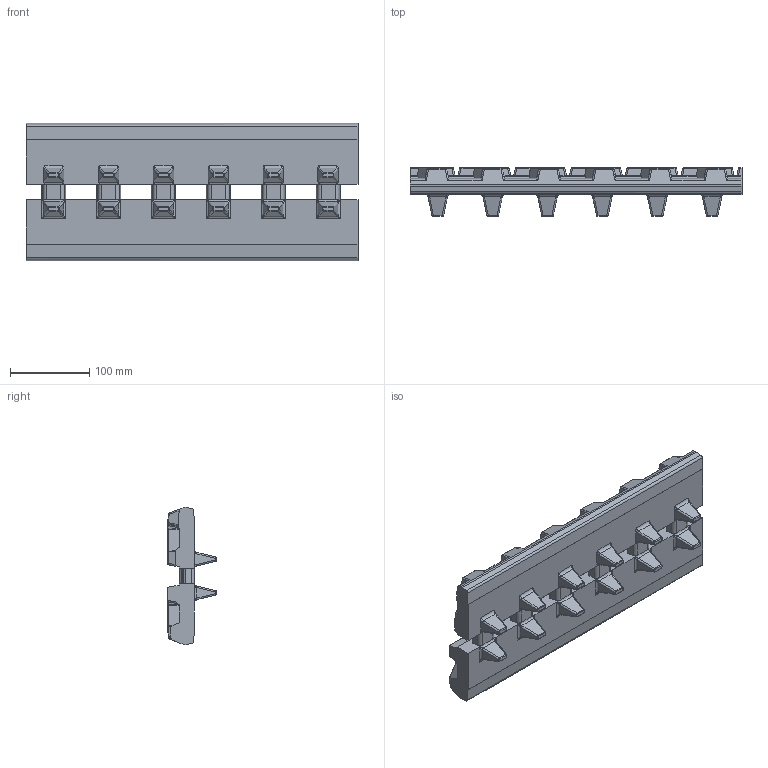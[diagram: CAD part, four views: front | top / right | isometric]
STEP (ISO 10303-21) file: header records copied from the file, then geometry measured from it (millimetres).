
FILE_DESCRIPTION(('FreeCAD Model'),'2;1');
FILE_NAME('Open CASCADE Shape Model','2025-05-04T08:49:51',('FreeCAD'),( 'FreeCAD'),'Open CASCADE STEP processor 7.6','FreeCAD','Unknown');
FILE_SCHEMA(('AUTOMOTIVE_DESIGN { 1 0 10303 214 1 1 1 1 }'));
Products named in the file (1): Open CASCADE STEP translator 7.6 1
Bounding box: 417.89 x 60.91 x 172.65 mm (x, y, z)
Volume: 1707659.1 mm3; surface area: 212604.1 mm2
Topology: 1 solids, 1 shells, 1223 faces, 3150 edges, 1900 vertices
Faces by surface type: bspline 1223
Entity records: 39565 total; most frequent: CARTESIAN_POINT 22190, ORIENTED_EDGE 6252, EDGE_CURVE 3126, VERTEX_POINT 1900, B_SPLINE_CURVE_WITH_KNOTS 1755, FACE_BOUND 1228, EDGE_LOOP 1228, ADVANCED_FACE 1223
